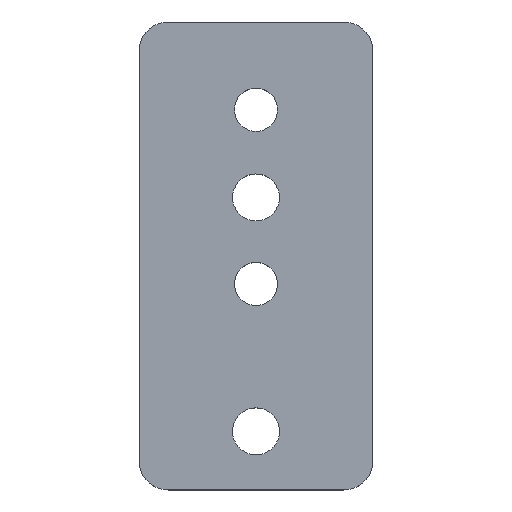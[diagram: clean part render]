
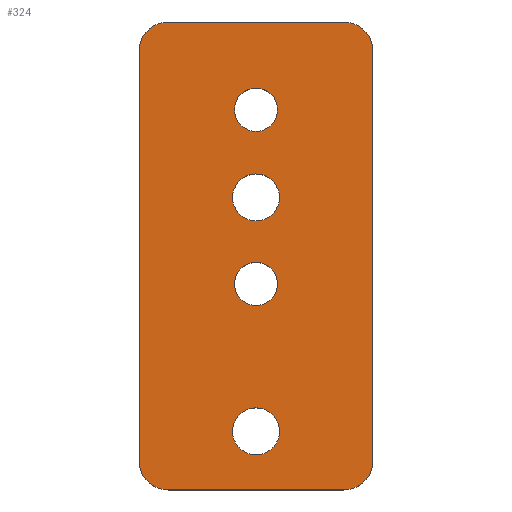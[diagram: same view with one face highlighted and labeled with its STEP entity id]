
A CAD part, top view. The second image highlights one B-rep face of the part: STEP entity #324.
In plain terms, the highlighted planar face has unit normal (0, 0, 1).
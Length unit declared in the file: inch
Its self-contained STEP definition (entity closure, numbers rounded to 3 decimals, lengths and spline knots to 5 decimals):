
#21=FACE_BOUND('',#75,.T.);
#22=FACE_BOUND('',#76,.T.);
#23=FACE_BOUND('',#77,.T.);
#24=FACE_BOUND('',#78,.T.);
#32=PLANE('',#384);
#50=FACE_OUTER_BOUND('',#74,.T.);
#74=EDGE_LOOP('',(#285,#286,#287,#288,#289,#290,#291,#292));
#75=EDGE_LOOP('',(#293));
#76=EDGE_LOOP('',(#294));
#77=EDGE_LOOP('',(#295));
#78=EDGE_LOOP('',(#296));
#83=LINE('',#500,#105);
#89=LINE('',#529,#111);
#99=LINE('',#570,#121);
#100=LINE('',#572,#122);
#105=VECTOR('',#399,0.3937);
#111=VECTOR('',#427,0.3937);
#121=VECTOR('',#479,0.3937);
#122=VECTOR('',#482,0.3937);
#123=CIRCLE('',#348,0.125);
#132=CIRCLE('',#360,0.125);
#133=CIRCLE('',#363,0.125);
#134=CIRCLE('',#365,0.125);
#135=CIRCLE('',#367,0.09252);
#136=CIRCLE('',#369,0.09252);
#139=CIRCLE('',#375,0.1005);
#142=CIRCLE('',#381,0.1005);
#143=VERTEX_POINT('',#487);
#144=VERTEX_POINT('',#488);
#148=VERTEX_POINT('',#498);
#158=VERTEX_POINT('',#522);
#159=VERTEX_POINT('',#523);
#160=VERTEX_POINT('',#528);
#161=VERTEX_POINT('',#532);
#162=VERTEX_POINT('',#536);
#163=VERTEX_POINT('',#540);
#164=VERTEX_POINT('',#544);
#167=VERTEX_POINT('',#555);
#170=VERTEX_POINT('',#566);
#171=EDGE_CURVE('',#143,#144,#123,.T.);
#177=EDGE_CURVE('',#143,#148,#83,.T.);
#188=EDGE_CURVE('',#158,#159,#132,.T.);
#191=EDGE_CURVE('',#160,#159,#89,.T.);
#193=EDGE_CURVE('',#160,#161,#133,.T.);
#195=EDGE_CURVE('',#162,#148,#134,.T.);
#198=EDGE_CURVE('',#163,#163,#135,.T.);
#200=EDGE_CURVE('',#164,#164,#136,.T.);
#205=EDGE_CURVE('',#167,#167,#139,.T.);
#210=EDGE_CURVE('',#170,#170,#142,.T.);
#211=EDGE_CURVE('',#162,#161,#99,.T.);
#212=EDGE_CURVE('',#158,#144,#100,.T.);
#285=ORIENTED_EDGE('',*,*,#171,.F.);
#286=ORIENTED_EDGE('',*,*,#177,.T.);
#287=ORIENTED_EDGE('',*,*,#195,.F.);
#288=ORIENTED_EDGE('',*,*,#211,.T.);
#289=ORIENTED_EDGE('',*,*,#193,.F.);
#290=ORIENTED_EDGE('',*,*,#191,.T.);
#291=ORIENTED_EDGE('',*,*,#188,.F.);
#292=ORIENTED_EDGE('',*,*,#212,.T.);
#293=ORIENTED_EDGE('',*,*,#198,.T.);
#294=ORIENTED_EDGE('',*,*,#200,.T.);
#295=ORIENTED_EDGE('',*,*,#205,.T.);
#296=ORIENTED_EDGE('',*,*,#210,.T.);
#324=ADVANCED_FACE('',(#50,#21,#22,#23,#24),#32,.T.);
#348=AXIS2_PLACEMENT_3D('',#489,#389,#390);
#360=AXIS2_PLACEMENT_3D('',#524,#421,#422);
#363=AXIS2_PLACEMENT_3D('',#533,#431,#432);
#365=AXIS2_PLACEMENT_3D('',#537,#436,#437);
#367=AXIS2_PLACEMENT_3D('',#542,#442,#443);
#369=AXIS2_PLACEMENT_3D('',#546,#447,#448);
#375=AXIS2_PLACEMENT_3D('',#557,#461,#462);
#381=AXIS2_PLACEMENT_3D('',#568,#475,#476);
#384=AXIS2_PLACEMENT_3D('',#573,#483,#484);
#389=DIRECTION('center_axis',(0.,0.,-1.));
#390=DIRECTION('ref_axis',(0.707,-0.707,0.));
#399=DIRECTION('',(0.,1.,0.));
#421=DIRECTION('center_axis',(0.,0.,-1.));
#422=DIRECTION('ref_axis',(-0.707,-0.707,0.));
#427=DIRECTION('',(0.,-1.,0.));
#431=DIRECTION('center_axis',(0.,0.,-1.));
#432=DIRECTION('ref_axis',(-0.707,0.707,0.));
#436=DIRECTION('center_axis',(0.,0.,-1.));
#437=DIRECTION('ref_axis',(0.707,0.707,0.));
#442=DIRECTION('center_axis',(0.,0.,-1.));
#443=DIRECTION('ref_axis',(1.,0.,0.));
#447=DIRECTION('center_axis',(0.,0.,-1.));
#448=DIRECTION('ref_axis',(1.,0.,0.));
#461=DIRECTION('center_axis',(0.,0.,-1.));
#462=DIRECTION('ref_axis',(1.,0.,0.));
#475=DIRECTION('center_axis',(0.,0.,-1.));
#476=DIRECTION('ref_axis',(1.,0.,0.));
#479=DIRECTION('',(-1.,0.,0.));
#482=DIRECTION('',(1.,0.,0.));
#483=DIRECTION('center_axis',(0.,0.,1.));
#484=DIRECTION('ref_axis',(1.,0.,0.));
#487=CARTESIAN_POINT('',(0.5,-0.875,0.375));
#488=CARTESIAN_POINT('',(0.375,-1.,0.375));
#489=CARTESIAN_POINT('Origin',(0.375,-0.875,0.375));
#498=CARTESIAN_POINT('',(0.5,0.875,0.375));
#500=CARTESIAN_POINT('',(0.5,-1.,0.375));
#522=CARTESIAN_POINT('',(-0.375,-1.,0.375));
#523=CARTESIAN_POINT('',(-0.5,-0.875,0.375));
#524=CARTESIAN_POINT('Origin',(-0.375,-0.875,0.375));
#528=CARTESIAN_POINT('',(-0.5,0.875,0.375));
#529=CARTESIAN_POINT('',(-0.5,1.,0.375));
#532=CARTESIAN_POINT('',(-0.375,1.,0.375));
#533=CARTESIAN_POINT('Origin',(-0.375,0.875,0.375));
#536=CARTESIAN_POINT('',(0.375,1.,0.375));
#537=CARTESIAN_POINT('Origin',(0.375,0.875,0.375));
#540=CARTESIAN_POINT('',(-0.09252,-0.11972,0.375));
#542=CARTESIAN_POINT('Origin',(0.,-0.11972,
0.375));
#544=CARTESIAN_POINT('',(-0.09252,0.625,0.375));
#546=CARTESIAN_POINT('Origin',(0.,0.625,0.375));
#555=CARTESIAN_POINT('',(-0.1005,0.25,0.375));
#557=CARTESIAN_POINT('Origin',(0.,0.25,0.375));
#566=CARTESIAN_POINT('',(-0.1005,-0.75,0.375));
#568=CARTESIAN_POINT('Origin',(0.,-0.75,0.375));
#570=CARTESIAN_POINT('',(0.5,1.,0.375));
#572=CARTESIAN_POINT('',(-0.5,-1.,0.375));
#573=CARTESIAN_POINT('Origin',(0.,0.,
0.375));
